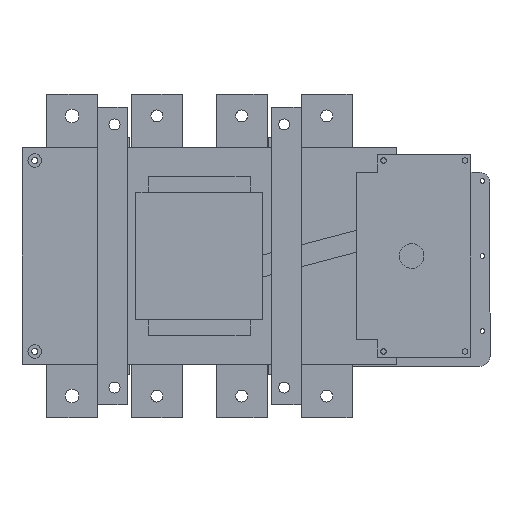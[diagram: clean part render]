
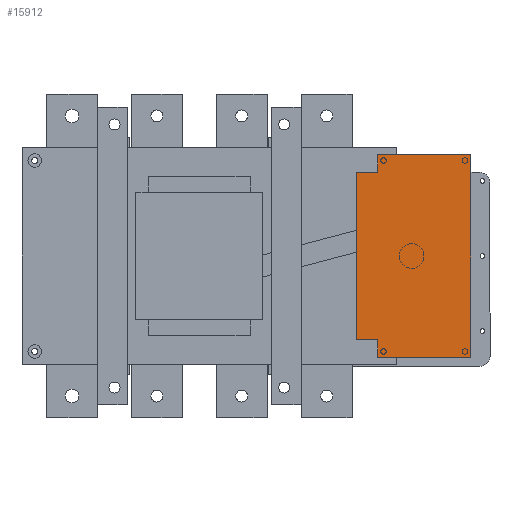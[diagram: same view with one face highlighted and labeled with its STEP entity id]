
A CAD part, front view. The second image highlights one B-rep face of the part: STEP entity #15912.
In plain terms, the highlighted planar face has unit normal (0, -1, 0).
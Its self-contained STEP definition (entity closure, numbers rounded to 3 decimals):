
#15633=CARTESIAN_POINT('',(419.,-157.5,29.));
#15634=VERTEX_POINT('',#15633);
#15641=CARTESIAN_POINT('',(394.,-157.5,29.));
#15642=VERTEX_POINT('',#15641);
#15643=CARTESIAN_POINT('',(419.,-157.5,29.));
#15644=DIRECTION('',(-1.0,0.0,0.0));
#15645=VECTOR('',#15644,25.0);
#15646=LINE('',#15643,#15645);
#15647=EDGE_CURVE('',#15634,#15642,#15646,.T.);
#15671=CARTESIAN_POINT('',(419.,-157.5,8.));
#15672=VERTEX_POINT('',#15671);
#15679=CARTESIAN_POINT('',(419.,-157.5,8.));
#15680=DIRECTION('',(0.0,0.0,1.0));
#15681=VECTOR('',#15680,21.);
#15682=LINE('',#15679,#15681);
#15683=EDGE_CURVE('',#15672,#15634,#15682,.T.);
#15702=CARTESIAN_POINT('',(529.,-157.5,8.));
#15703=VERTEX_POINT('',#15702);
#15710=CARTESIAN_POINT('',(529.,-157.5,8.));
#15711=DIRECTION('',(-1.0,0.0,0.0));
#15712=VECTOR('',#15711,110.0);
#15713=LINE('',#15710,#15712);
#15714=EDGE_CURVE('',#15703,#15672,#15713,.T.);
#15733=CARTESIAN_POINT('',(529.,-157.5,247.));
#15734=VERTEX_POINT('',#15733);
#15741=CARTESIAN_POINT('',(529.,-157.5,247.));
#15742=DIRECTION('',(0.0,0.0,-1.0));
#15743=VECTOR('',#15742,239.);
#15744=LINE('',#15741,#15743);
#15745=EDGE_CURVE('',#15734,#15703,#15744,.T.);
#15764=CARTESIAN_POINT('',(419.,-157.5,247.));
#15765=VERTEX_POINT('',#15764);
#15772=CARTESIAN_POINT('',(419.,-157.5,247.));
#15773=DIRECTION('',(1.0,0.0,0.0));
#15774=VECTOR('',#15773,110.0);
#15775=LINE('',#15772,#15774);
#15776=EDGE_CURVE('',#15765,#15734,#15775,.T.);
#15795=CARTESIAN_POINT('',(419.,-157.5,226.));
#15796=VERTEX_POINT('',#15795);
#15803=CARTESIAN_POINT('',(419.,-157.5,226.));
#15804=DIRECTION('',(0.0,0.0,1.0));
#15805=VECTOR('',#15804,21.);
#15806=LINE('',#15803,#15805);
#15807=EDGE_CURVE('',#15796,#15765,#15806,.T.);
#15826=CARTESIAN_POINT('',(394.,-157.5,226.));
#15827=VERTEX_POINT('',#15826);
#15834=CARTESIAN_POINT('',(394.,-157.5,226.));
#15835=DIRECTION('',(1.0,0.0,0.0));
#15836=VECTOR('',#15835,25.0);
#15837=LINE('',#15834,#15836);
#15838=EDGE_CURVE('',#15827,#15796,#15837,.T.);
#15856=CARTESIAN_POINT('',(394.,-157.5,29.));
#15857=DIRECTION('',(0.0,0.0,1.0));
#15858=VECTOR('',#15857,197.);
#15859=LINE('',#15856,#15858);
#15860=EDGE_CURVE('',#15642,#15827,#15859,.T.);
#15897=CARTESIAN_POINT('',(434.973,-157.5,247.));
#15898=DIRECTION('',(0.0,1.0,0.0));
#15899=DIRECTION('',(0.0,0.0,1.0));
#15900=AXIS2_PLACEMENT_3D('',#15897,#15898,#15899);
#15901=PLANE('',#15900);
#15902=ORIENTED_EDGE('',*,*,#15838,.F.);
#15903=ORIENTED_EDGE('',*,*,#15860,.F.);
#15904=ORIENTED_EDGE('',*,*,#15647,.F.);
#15905=ORIENTED_EDGE('',*,*,#15683,.F.);
#15906=ORIENTED_EDGE('',*,*,#15714,.F.);
#15907=ORIENTED_EDGE('',*,*,#15745,.F.);
#15908=ORIENTED_EDGE('',*,*,#15776,.F.);
#15909=ORIENTED_EDGE('',*,*,#15807,.F.);
#15910=EDGE_LOOP('',(#15902,#15903,#15904,#15905,#15906,#15907,#15908,#15909));
#15911=FACE_OUTER_BOUND('',#15910,.T.);
#15912=ADVANCED_FACE('',(#15911),#15901,.F.);
